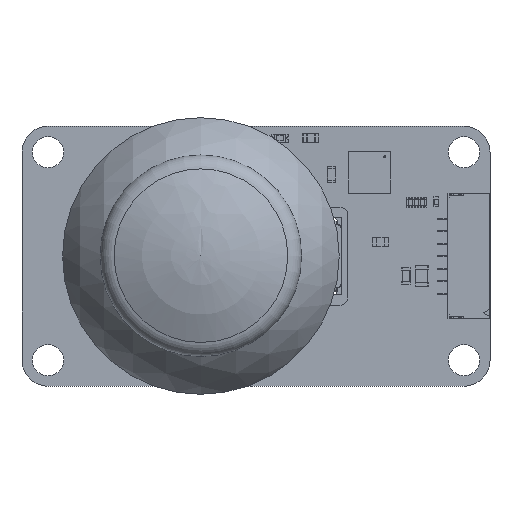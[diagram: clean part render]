
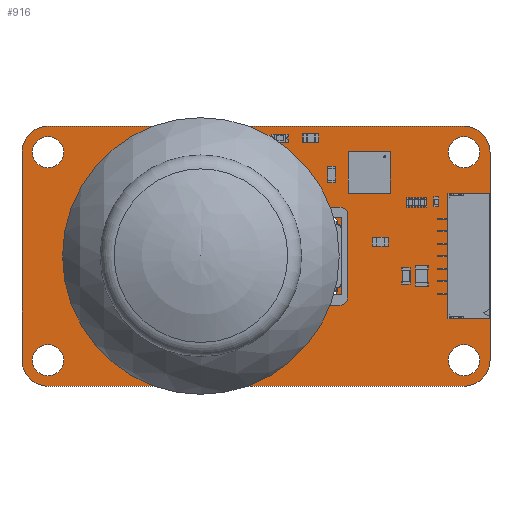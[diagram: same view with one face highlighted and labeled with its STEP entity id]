
A CAD part, top view. The second image highlights one B-rep face of the part: STEP entity #916.
In plain terms, the highlighted planar face has unit normal (0, 0, 1).
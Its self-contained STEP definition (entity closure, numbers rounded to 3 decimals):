
#71 = VERTEX_POINT('',#72);
#72 = CARTESIAN_POINT('',(121.7,-88.1,0.));
#89 = VERTEX_POINT('',#90);
#90 = CARTESIAN_POINT('',(121.7,-108.1,0.));
#96 = EDGE_CURVE('',#71,#89,#97,.T.);
#97 = LINE('',#98,#99);
#98 = CARTESIAN_POINT('',(121.7,-88.1,0.));
#99 = VECTOR('',#100,1.);
#100 = DIRECTION('',(0.,-1.,0.));
#111 = VERTEX_POINT('',#112);
#112 = CARTESIAN_POINT('',(124.2,-85.6,0.));
#128 = EDGE_CURVE('',#111,#71,#129,.T.);
#129 = CIRCLE('',#130,2.5);
#130 = AXIS2_PLACEMENT_3D('',#131,#132,#133);
#131 = CARTESIAN_POINT('',(124.2,-88.1,0.));
#132 = DIRECTION('',(0.,0.,1.));
#133 = DIRECTION('',(1.,0.,0.));
#154 = VERTEX_POINT('',#155);
#155 = CARTESIAN_POINT('',(124.2,-110.6,0.));
#161 = EDGE_CURVE('',#89,#154,#162,.T.);
#162 = CIRCLE('',#163,2.5);
#163 = AXIS2_PLACEMENT_3D('',#164,#165,#166);
#164 = CARTESIAN_POINT('',(124.2,-108.1,0.));
#165 = DIRECTION('',(0.,0.,1.));
#166 = DIRECTION('',(1.,0.,0.));
#177 = VERTEX_POINT('',#178);
#178 = CARTESIAN_POINT('',(164.2,-85.6,0.));
#193 = EDGE_CURVE('',#177,#111,#194,.T.);
#194 = LINE('',#195,#196);
#195 = CARTESIAN_POINT('',(164.2,-85.6,0.));
#196 = VECTOR('',#197,1.);
#197 = DIRECTION('',(-1.,0.,0.));
#217 = VERTEX_POINT('',#218);
#218 = CARTESIAN_POINT('',(164.2,-110.6,0.));
#224 = EDGE_CURVE('',#154,#217,#225,.T.);
#225 = LINE('',#226,#227);
#226 = CARTESIAN_POINT('',(124.2,-110.6,0.));
#227 = VECTOR('',#228,1.);
#228 = DIRECTION('',(1.,0.,0.));
#239 = VERTEX_POINT('',#240);
#240 = CARTESIAN_POINT('',(166.7,-88.1,0.));
#256 = EDGE_CURVE('',#239,#177,#257,.T.);
#257 = CIRCLE('',#258,2.5);
#258 = AXIS2_PLACEMENT_3D('',#259,#260,#261);
#259 = CARTESIAN_POINT('',(164.2,-88.1,0.));
#260 = DIRECTION('',(0.,0.,1.));
#261 = DIRECTION('',(1.,0.,0.));
#282 = VERTEX_POINT('',#283);
#283 = CARTESIAN_POINT('',(166.7,-108.1,0.));
#289 = EDGE_CURVE('',#217,#282,#290,.T.);
#290 = CIRCLE('',#291,2.5);
#291 = AXIS2_PLACEMENT_3D('',#292,#293,#294);
#292 = CARTESIAN_POINT('',(164.2,-108.1,0.));
#293 = DIRECTION('',(0.,0.,1.));
#294 = DIRECTION('',(1.,0.,0.));
#312 = EDGE_CURVE('',#282,#239,#313,.T.);
#313 = LINE('',#314,#315);
#314 = CARTESIAN_POINT('',(166.7,-108.1,0.));
#315 = VECTOR('',#316,1.);
#316 = DIRECTION('',(0.,1.,0.));
#327 = VERTEX_POINT('',#328);
#328 = CARTESIAN_POINT('',(125.7,-88.1,0.));
#344 = EDGE_CURVE('',#327,#327,#345,.T.);
#345 = CIRCLE('',#346,1.5);
#346 = AXIS2_PLACEMENT_3D('',#347,#348,#349);
#347 = CARTESIAN_POINT('',(124.2,-88.1,0.));
#348 = DIRECTION('',(0.,0.,1.));
#349 = DIRECTION('',(1.,0.,-0.));
#360 = VERTEX_POINT('',#361);
#361 = CARTESIAN_POINT('',(139.402,-88.347,0.));
#377 = EDGE_CURVE('',#360,#360,#378,.T.);
#378 = CIRCLE('',#379,0.5);
#379 = AXIS2_PLACEMENT_3D('',#380,#381,#382);
#380 = CARTESIAN_POINT('',(138.901,-88.347,0.));
#381 = DIRECTION('',(0.,0.,1.));
#382 = DIRECTION('',(1.,0.,-0.));
#393 = VERTEX_POINT('',#394);
#394 = CARTESIAN_POINT('',(136.902,-88.347,0.));
#410 = EDGE_CURVE('',#393,#393,#411,.T.);
#411 = CIRCLE('',#412,0.5);
#412 = AXIS2_PLACEMENT_3D('',#413,#414,#415);
#413 = CARTESIAN_POINT('',(136.402,-88.347,0.));
#414 = DIRECTION('',(0.,0.,1.));
#415 = DIRECTION('',(1.,0.,-0.));
#426 = VERTEX_POINT('',#427);
#427 = CARTESIAN_POINT('',(133.002,-90.349,0.));
#443 = EDGE_CURVE('',#426,#426,#444,.T.);
#444 = CIRCLE('',#445,0.751);
#445 = AXIS2_PLACEMENT_3D('',#446,#447,#448);
#446 = CARTESIAN_POINT('',(132.251,-90.349,0.));
#447 = DIRECTION('',(0.,0.,1.));
#448 = DIRECTION('',(1.,0.,-0.));
#459 = VERTEX_POINT('',#460);
#460 = CARTESIAN_POINT('',(129.65,-98.098,0.));
#476 = EDGE_CURVE('',#459,#459,#477,.T.);
#477 = CIRCLE('',#478,0.5);
#478 = AXIS2_PLACEMENT_3D('',#479,#480,#481);
#479 = CARTESIAN_POINT('',(129.15,-98.098,0.));
#480 = DIRECTION('',(0.,0.,1.));
#481 = DIRECTION('',(1.,0.,-0.));
#492 = VERTEX_POINT('',#493);
#493 = CARTESIAN_POINT('',(129.65,-95.599,0.));
#509 = EDGE_CURVE('',#492,#492,#510,.T.);
#510 = CIRCLE('',#511,0.5);
#511 = AXIS2_PLACEMENT_3D('',#512,#513,#514);
#512 = CARTESIAN_POINT('',(129.15,-95.599,0.));
#513 = DIRECTION('',(0.,0.,1.));
#514 = DIRECTION('',(1.,0.,-0.));
#525 = VERTEX_POINT('',#526);
#526 = CARTESIAN_POINT('',(141.901,-88.347,0.));
#542 = EDGE_CURVE('',#525,#525,#543,.T.);
#543 = CIRCLE('',#544,0.5);
#544 = AXIS2_PLACEMENT_3D('',#545,#546,#547);
#545 = CARTESIAN_POINT('',(141.401,-88.347,0.));
#546 = DIRECTION('',(0.,0.,1.));
#547 = DIRECTION('',(1.,0.,-0.));
#558 = VERTEX_POINT('',#559);
#559 = CARTESIAN_POINT('',(129.65,-100.598,0.));
#575 = EDGE_CURVE('',#558,#558,#576,.T.);
#576 = CIRCLE('',#577,0.5);
#577 = AXIS2_PLACEMENT_3D('',#578,#579,#580);
#578 = CARTESIAN_POINT('',(129.15,-100.598,0.));
#579 = DIRECTION('',(0.,0.,1.));
#580 = DIRECTION('',(1.,0.,-0.));
#591 = VERTEX_POINT('',#592);
#592 = CARTESIAN_POINT('',(146.301,-90.349,0.));
#608 = EDGE_CURVE('',#591,#591,#609,.T.);
#609 = CIRCLE('',#610,0.751);
#610 = AXIS2_PLACEMENT_3D('',#611,#612,#613);
#611 = CARTESIAN_POINT('',(145.551,-90.349,0.));
#612 = DIRECTION('',(0.,0.,1.));
#613 = DIRECTION('',(1.,0.,-0.));
#624 = VERTEX_POINT('',#625);
#625 = CARTESIAN_POINT('',(125.7,-108.1,0.));
#641 = EDGE_CURVE('',#624,#624,#642,.T.);
#642 = CIRCLE('',#643,1.5);
#643 = AXIS2_PLACEMENT_3D('',#644,#645,#646);
#644 = CARTESIAN_POINT('',(124.2,-108.1,0.));
#645 = DIRECTION('',(0.,0.,1.));
#646 = DIRECTION('',(1.,0.,-0.));
#657 = VERTEX_POINT('',#658);
#658 = CARTESIAN_POINT('',(133.002,-105.848,0.));
#674 = EDGE_CURVE('',#657,#657,#675,.T.);
#675 = CIRCLE('',#676,0.751);
#676 = AXIS2_PLACEMENT_3D('',#677,#678,#679);
#677 = CARTESIAN_POINT('',(132.251,-105.848,0.));
#678 = DIRECTION('',(0.,0.,1.));
#679 = DIRECTION('',(1.,0.,-0.));
#690 = VERTEX_POINT('',#691);
#691 = CARTESIAN_POINT('',(146.301,-105.848,0.));
#707 = EDGE_CURVE('',#690,#690,#708,.T.);
#708 = CIRCLE('',#709,0.751);
#709 = AXIS2_PLACEMENT_3D('',#710,#711,#712);
#710 = CARTESIAN_POINT('',(145.551,-105.848,0.));
#711 = DIRECTION('',(0.,0.,1.));
#712 = DIRECTION('',(1.,0.,-0.));
#723 = VERTEX_POINT('',#724);
#724 = CARTESIAN_POINT('',(165.7,-108.1,0.));
#740 = EDGE_CURVE('',#723,#723,#741,.T.);
#741 = CIRCLE('',#742,1.5);
#742 = AXIS2_PLACEMENT_3D('',#743,#744,#745);
#743 = CARTESIAN_POINT('',(164.2,-108.1,0.));
#744 = DIRECTION('',(0.,0.,1.));
#745 = DIRECTION('',(1.,0.,-0.));
#756 = VERTEX_POINT('',#757);
#757 = CARTESIAN_POINT('',(147.651,-101.349,0.));
#773 = EDGE_CURVE('',#756,#756,#774,.T.);
#774 = CIRCLE('',#775,0.5);
#775 = AXIS2_PLACEMENT_3D('',#776,#777,#778);
#776 = CARTESIAN_POINT('',(147.151,-101.349,0.));
#777 = DIRECTION('',(0.,0.,1.));
#778 = DIRECTION('',(1.,0.,-0.));
#789 = VERTEX_POINT('',#790);
#790 = CARTESIAN_POINT('',(152.051,-101.349,0.));
#806 = EDGE_CURVE('',#789,#789,#807,.T.);
#807 = CIRCLE('',#808,0.5);
#808 = AXIS2_PLACEMENT_3D('',#809,#810,#811);
#809 = CARTESIAN_POINT('',(151.55,-101.349,0.));
#810 = DIRECTION('',(0.,0.,1.));
#811 = DIRECTION('',(1.,0.,-0.));
#822 = VERTEX_POINT('',#823);
#823 = CARTESIAN_POINT('',(152.051,-94.847,0.));
#839 = EDGE_CURVE('',#822,#822,#840,.T.);
#840 = CIRCLE('',#841,0.5);
#841 = AXIS2_PLACEMENT_3D('',#842,#843,#844);
#842 = CARTESIAN_POINT('',(151.55,-94.847,0.));
#843 = DIRECTION('',(0.,0.,1.));
#844 = DIRECTION('',(1.,0.,-0.));
#855 = VERTEX_POINT('',#856);
#856 = CARTESIAN_POINT('',(147.651,-94.847,0.));
#872 = EDGE_CURVE('',#855,#855,#873,.T.);
#873 = CIRCLE('',#874,0.5);
#874 = AXIS2_PLACEMENT_3D('',#875,#876,#877);
#875 = CARTESIAN_POINT('',(147.151,-94.847,0.));
#876 = DIRECTION('',(0.,0.,1.));
#877 = DIRECTION('',(1.,0.,-0.));
#888 = VERTEX_POINT('',#889);
#889 = CARTESIAN_POINT('',(165.7,-88.1,0.));
#905 = EDGE_CURVE('',#888,#888,#906,.T.);
#906 = CIRCLE('',#907,1.5);
#907 = AXIS2_PLACEMENT_3D('',#908,#909,#910);
#908 = CARTESIAN_POINT('',(164.2,-88.1,0.));
#909 = DIRECTION('',(0.,0.,1.));
#910 = DIRECTION('',(1.,0.,-0.));
#916 = ADVANCED_FACE('',(#917,#927,#930,#933,#936,#939,#942,#945,#948,
    #951,#954,#957,#960,#963,#966,#969,#972,#975,#978),#981,.T.);
#917 = FACE_BOUND('',#918,.T.);
#918 = EDGE_LOOP('',(#919,#920,#921,#922,#923,#924,#925,#926));
#919 = ORIENTED_EDGE('',*,*,#96,.T.);
#920 = ORIENTED_EDGE('',*,*,#161,.T.);
#921 = ORIENTED_EDGE('',*,*,#224,.T.);
#922 = ORIENTED_EDGE('',*,*,#289,.T.);
#923 = ORIENTED_EDGE('',*,*,#312,.T.);
#924 = ORIENTED_EDGE('',*,*,#256,.T.);
#925 = ORIENTED_EDGE('',*,*,#193,.T.);
#926 = ORIENTED_EDGE('',*,*,#128,.T.);
#927 = FACE_BOUND('',#928,.T.);
#928 = EDGE_LOOP('',(#929));
#929 = ORIENTED_EDGE('',*,*,#344,.F.);
#930 = FACE_BOUND('',#931,.T.);
#931 = EDGE_LOOP('',(#932));
#932 = ORIENTED_EDGE('',*,*,#377,.F.);
#933 = FACE_BOUND('',#934,.T.);
#934 = EDGE_LOOP('',(#935));
#935 = ORIENTED_EDGE('',*,*,#410,.F.);
#936 = FACE_BOUND('',#937,.T.);
#937 = EDGE_LOOP('',(#938));
#938 = ORIENTED_EDGE('',*,*,#443,.F.);
#939 = FACE_BOUND('',#940,.T.);
#940 = EDGE_LOOP('',(#941));
#941 = ORIENTED_EDGE('',*,*,#476,.F.);
#942 = FACE_BOUND('',#943,.T.);
#943 = EDGE_LOOP('',(#944));
#944 = ORIENTED_EDGE('',*,*,#509,.F.);
#945 = FACE_BOUND('',#946,.T.);
#946 = EDGE_LOOP('',(#947));
#947 = ORIENTED_EDGE('',*,*,#542,.F.);
#948 = FACE_BOUND('',#949,.T.);
#949 = EDGE_LOOP('',(#950));
#950 = ORIENTED_EDGE('',*,*,#575,.F.);
#951 = FACE_BOUND('',#952,.T.);
#952 = EDGE_LOOP('',(#953));
#953 = ORIENTED_EDGE('',*,*,#608,.F.);
#954 = FACE_BOUND('',#955,.T.);
#955 = EDGE_LOOP('',(#956));
#956 = ORIENTED_EDGE('',*,*,#641,.F.);
#957 = FACE_BOUND('',#958,.T.);
#958 = EDGE_LOOP('',(#959));
#959 = ORIENTED_EDGE('',*,*,#674,.F.);
#960 = FACE_BOUND('',#961,.T.);
#961 = EDGE_LOOP('',(#962));
#962 = ORIENTED_EDGE('',*,*,#707,.F.);
#963 = FACE_BOUND('',#964,.T.);
#964 = EDGE_LOOP('',(#965));
#965 = ORIENTED_EDGE('',*,*,#740,.F.);
#966 = FACE_BOUND('',#967,.T.);
#967 = EDGE_LOOP('',(#968));
#968 = ORIENTED_EDGE('',*,*,#773,.F.);
#969 = FACE_BOUND('',#970,.T.);
#970 = EDGE_LOOP('',(#971));
#971 = ORIENTED_EDGE('',*,*,#806,.F.);
#972 = FACE_BOUND('',#973,.T.);
#973 = EDGE_LOOP('',(#974));
#974 = ORIENTED_EDGE('',*,*,#839,.F.);
#975 = FACE_BOUND('',#976,.T.);
#976 = EDGE_LOOP('',(#977));
#977 = ORIENTED_EDGE('',*,*,#872,.F.);
#978 = FACE_BOUND('',#979,.T.);
#979 = EDGE_LOOP('',(#980));
#980 = ORIENTED_EDGE('',*,*,#905,.F.);
#981 = PLANE('',#982);
#982 = AXIS2_PLACEMENT_3D('',#983,#984,#985);
#983 = CARTESIAN_POINT('',(144.2,-98.1,0.));
#984 = DIRECTION('',(0.,0.,1.));
#985 = DIRECTION('',(1.,0.,0.));
